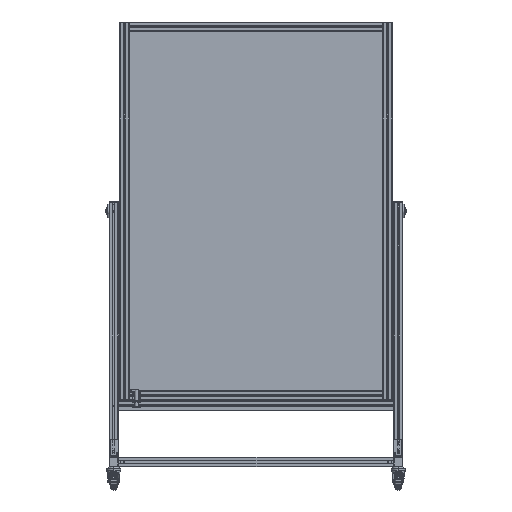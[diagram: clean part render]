
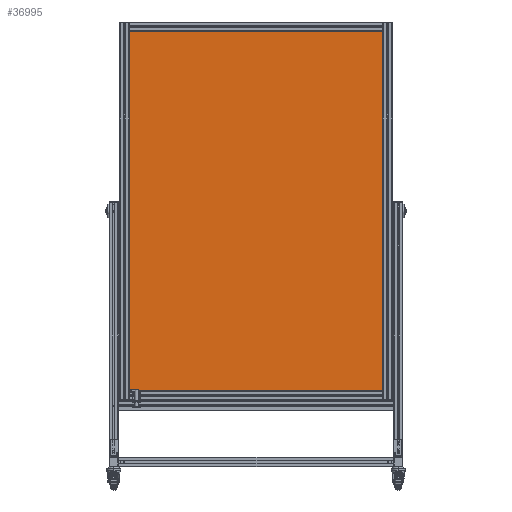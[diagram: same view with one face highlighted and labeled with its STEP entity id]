
A CAD part, top view. The second image highlights one B-rep face of the part: STEP entity #36995.
In plain terms, the highlighted face is planar.
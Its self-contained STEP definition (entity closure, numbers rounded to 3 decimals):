
#87 = CARTESIAN_POINT ( 'NONE',  ( 1218., 0., 0. ) ) ;
#647 = CARTESIAN_POINT ( 'NONE',  ( 0., 0., 1715. ) ) ;
#1189 = VECTOR ( 'NONE', #45745, 1000. ) ;
#1801 = DIRECTION ( 'NONE',  ( 0., 0., 1. ) ) ;
#1966 = ORIENTED_EDGE ( 'NONE', *, *, #42505, .F. ) ;
#4336 = VERTEX_POINT ( 'NONE', #11473 ) ;
#5238 = VERTEX_POINT ( 'NONE', #16283 ) ;
#6743 = VECTOR ( 'NONE', #18566, 1000. ) ;
#10819 = CARTESIAN_POINT ( 'NONE',  ( 0., 0., 0. ) ) ;
#11473 = CARTESIAN_POINT ( 'NONE',  ( 0., 0., 1715. ) ) ;
#12423 = AXIS2_PLACEMENT_3D ( 'NONE', #14711, #36319, #1801 ) ;
#14227 = ORIENTED_EDGE ( 'NONE', *, *, #38333, .F. ) ;
#14711 = CARTESIAN_POINT ( 'NONE',  ( 0., 0., 1715. ) ) ;
#15542 = VERTEX_POINT ( 'NONE', #32991 ) ;
#16283 = CARTESIAN_POINT ( 'NONE',  ( 0., 0., 0. ) ) ;
#16888 = CARTESIAN_POINT ( 'NONE',  ( 0., 0., 0. ) ) ;
#16939 = EDGE_CURVE ( 'NONE', #5238, #4336, #36644, .T. ) ;
#18221 = PLANE ( 'NONE',  #12423 ) ;
#18474 = VECTOR ( 'NONE', #21332, 1000. ) ;
#18566 = DIRECTION ( 'NONE',  ( 1., 0., 0. ) ) ;
#21332 = DIRECTION ( 'NONE',  ( 0., 0., 1. ) ) ;
#23837 = LINE ( 'NONE', #647, #6743 ) ;
#25563 = EDGE_LOOP ( 'NONE', ( #30394, #37933, #1966, #14227 ) ) ;
#29145 = EDGE_CURVE ( 'NONE', #30269, #5238, #31852, .T. ) ;
#30269 = VERTEX_POINT ( 'NONE', #31783 ) ;
#30394 = ORIENTED_EDGE ( 'NONE', *, *, #16939, .F. ) ;
#31783 = CARTESIAN_POINT ( 'NONE',  ( 1218., 0., 0. ) ) ;
#31852 = LINE ( 'NONE', #16888, #1189 ) ;
#32991 = CARTESIAN_POINT ( 'NONE',  ( 1218., 0., 1715. ) ) ;
#33888 = FACE_OUTER_BOUND ( 'NONE', #25563, .T. ) ;
#36319 = DIRECTION ( 'NONE',  ( 0., 1., 0. ) ) ;
#36644 = LINE ( 'NONE', #10819, #18474 ) ;
#36863 = DIRECTION ( 'NONE',  ( 0., 0., -1. ) ) ;
#36995 = ADVANCED_FACE ( 'NONE', ( #33888 ), #18221, .F. ) ;
#37933 = ORIENTED_EDGE ( 'NONE', *, *, #29145, .F. ) ;
#38220 = VECTOR ( 'NONE', #36863, 1000. ) ;
#38333 = EDGE_CURVE ( 'NONE', #4336, #15542, #23837, .T. ) ;
#38757 = LINE ( 'NONE', #87, #38220 ) ;
#42505 = EDGE_CURVE ( 'NONE', #15542, #30269, #38757, .T. ) ;
#45745 = DIRECTION ( 'NONE',  ( -1., 0., 0. ) ) ;
